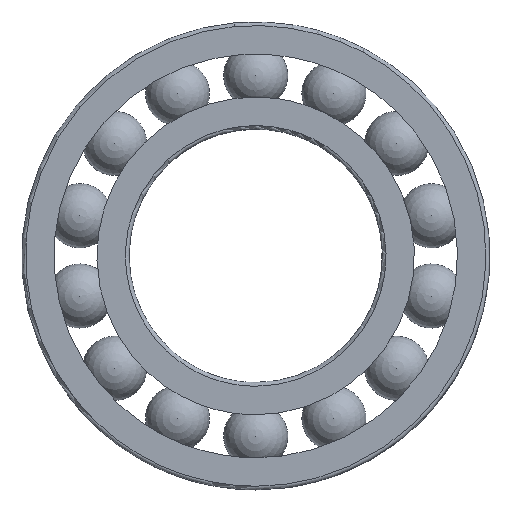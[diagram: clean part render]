
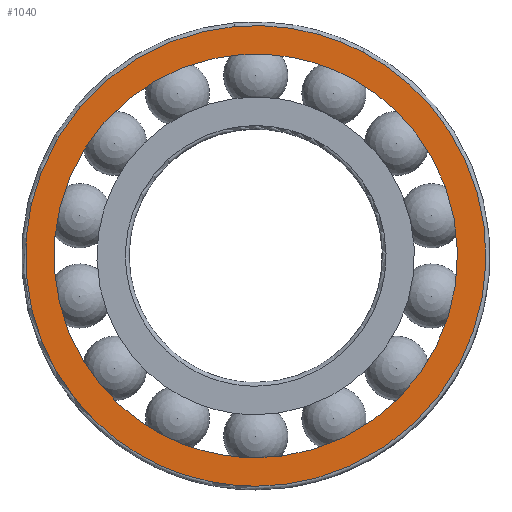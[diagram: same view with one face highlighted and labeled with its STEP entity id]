
A CAD part, left-side view. The second image highlights one B-rep face of the part: STEP entity #1040.
In plain terms, the highlighted planar face has unit normal (-1, 0, 0).
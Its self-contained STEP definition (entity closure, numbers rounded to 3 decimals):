
#899 = CYLINDRICAL_SURFACE('',#900,15.95);
#900 = AXIS2_PLACEMENT_3D('',#901,#902,#903);
#901 = CARTESIAN_POINT('',(-2.,0.,0.));
#902 = DIRECTION('',(-1.,0.,0.));
#903 = DIRECTION('',(0.,0.,1.));
#960 = EDGE_CURVE('',#961,#961,#963,.T.);
#961 = VERTEX_POINT('',#962);
#962 = CARTESIAN_POINT('',(-0.,0.,-15.95));
#963 = SURFACE_CURVE('',#964,(#972,#1001),.PCURVE_S1.);
#964 = ( BOUNDED_CURVE() B_SPLINE_CURVE(3,(#965,#966,#967,#968,#969,#970
,#971),.UNSPECIFIED.,.T.,.F.) B_SPLINE_CURVE_WITH_KNOTS((1,3,3,3,1),(
-0.5,0.,0.5,1.,1.5),.UNSPECIFIED.) CURVE() GEOMETRIC_REPRESENTATION_ITEM
() RATIONAL_B_SPLINE_CURVE((1.,0.333,0.333,1.,
0.333,0.333,1.)) REPRESENTATION_ITEM('') );
#965 = CARTESIAN_POINT('',(-0.,0.,-15.95));
#966 = CARTESIAN_POINT('',(-0.,-31.9,-15.95));
#967 = CARTESIAN_POINT('',(-0.,-31.9,15.95));
#968 = CARTESIAN_POINT('',(-0.,0.,15.95));
#969 = CARTESIAN_POINT('',(-0.,31.9,15.95));
#970 = CARTESIAN_POINT('',(-0.,31.9,-15.95));
#971 = CARTESIAN_POINT('',(-0.,0.,-15.95));
#972 = PCURVE('',#899,#973);
#973 = DEFINITIONAL_REPRESENTATION('',(#974),#1000);
#974 = B_SPLINE_CURVE_WITH_KNOTS('',3,(#975,#976,#977,#978,#979,#980,
    #981,#982,#983,#984,#985,#986,#987,#988,#989,#990,#991,#992,#993,
    #994,#995,#996,#997,#998,#999),.UNSPECIFIED.,.F.,.F.,(4,1,1,1,1,1,1,
    1,1,1,1,1,1,1,1,1,1,1,1,1,1,1,4),(0.,0.045,
    0.091,0.136,0.182,0.227,
    0.273,0.318,0.364,0.409,
    0.455,0.5,0.545,0.591,0.636,
    0.682,0.727,0.773,0.818,
    0.864,0.909,0.955,1.),.UNSPECIFIED.);
#975 = CARTESIAN_POINT('',(3.142,-2.));
#976 = CARTESIAN_POINT('',(3.202,-2.));
#977 = CARTESIAN_POINT('',(3.335,-2.));
#978 = CARTESIAN_POINT('',(3.572,-2.));
#979 = CARTESIAN_POINT('',(3.852,-2.));
#980 = CARTESIAN_POINT('',(4.175,-2.));
#981 = CARTESIAN_POINT('',(4.529,-2.));
#982 = CARTESIAN_POINT('',(4.896,-2.));
#983 = CARTESIAN_POINT('',(5.25,-2.));
#984 = CARTESIAN_POINT('',(5.573,-2.));
#985 = CARTESIAN_POINT('',(5.853,-2.));
#986 = CARTESIAN_POINT('',(6.092,-2.));
#987 = CARTESIAN_POINT('',(6.283,-2.));
#988 = CARTESIAN_POINT('',(6.475,-2.));
#989 = CARTESIAN_POINT('',(6.714,-2.));
#990 = CARTESIAN_POINT('',(6.994,-2.));
#991 = CARTESIAN_POINT('',(7.316,-2.));
#992 = CARTESIAN_POINT('',(7.671,-2.));
#993 = CARTESIAN_POINT('',(8.037,-2.));
#994 = CARTESIAN_POINT('',(8.392,-2.));
#995 = CARTESIAN_POINT('',(8.714,-2.));
#996 = CARTESIAN_POINT('',(8.995,-2.));
#997 = CARTESIAN_POINT('',(9.232,-2.));
#998 = CARTESIAN_POINT('',(9.364,-2.));
#999 = CARTESIAN_POINT('',(9.425,-2.));
#1000 = ( GEOMETRIC_REPRESENTATION_CONTEXT(2) 
PARAMETRIC_REPRESENTATION_CONTEXT() REPRESENTATION_CONTEXT('2D SPACE',''
  ) );
#1001 = PCURVE('',#1002,#1007);
#1002 = PLANE('',#1003);
#1003 = AXIS2_PLACEMENT_3D('',#1004,#1005,#1006);
#1004 = CARTESIAN_POINT('',(-0.,0.,-15.95));
#1005 = DIRECTION('',(-1.,0.,0.));
#1006 = DIRECTION('',(0.,0.,1.));
#1007 = DEFINITIONAL_REPRESENTATION('',(#1008),#1016);
#1008 = ( BOUNDED_CURVE() B_SPLINE_CURVE(3,(#1009,#1010,#1011,#1012,
#1013,#1014,#1015),.UNSPECIFIED.,.T.,.F.) B_SPLINE_CURVE_WITH_KNOTS((1,3
,3,3,1),(-0.5,0.,0.5,1.,1.5),.UNSPECIFIED.) CURVE() 
GEOMETRIC_REPRESENTATION_ITEM() RATIONAL_B_SPLINE_CURVE((1.,
    0.333,0.333,1.,0.333,0.333,1.)) 
REPRESENTATION_ITEM('') );
#1009 = CARTESIAN_POINT('',(0.,0.));
#1010 = CARTESIAN_POINT('',(0.,-31.9));
#1011 = CARTESIAN_POINT('',(31.9,-31.9));
#1012 = CARTESIAN_POINT('',(31.9,0.));
#1013 = CARTESIAN_POINT('',(31.9,31.9));
#1014 = CARTESIAN_POINT('',(0.,31.9));
#1015 = CARTESIAN_POINT('',(0.,0.));
#1016 = ( GEOMETRIC_REPRESENTATION_CONTEXT(2) 
PARAMETRIC_REPRESENTATION_CONTEXT() REPRESENTATION_CONTEXT('2D SPACE',''
  ) );
#1040 = ADVANCED_FACE('',(#1041,#1101),#1002,.T.);
#1041 = FACE_BOUND('',#1042,.T.);
#1042 = EDGE_LOOP('',(#1043));
#1043 = ORIENTED_EDGE('',*,*,#1044,.T.);
#1044 = EDGE_CURVE('',#1045,#1045,#1047,.T.);
#1045 = VERTEX_POINT('',#1046);
#1046 = CARTESIAN_POINT('',(-0.,0.,-18.2));
#1047 = SURFACE_CURVE('',#1048,(#1056,#1067),.PCURVE_S1.);
#1048 = ( BOUNDED_CURVE() B_SPLINE_CURVE(3,(#1049,#1050,#1051,#1052,
#1053,#1054,#1055),.UNSPECIFIED.,.T.,.F.) B_SPLINE_CURVE_WITH_KNOTS((1,3
,3,3,1),(-0.5,0.,0.5,1.,1.5),.UNSPECIFIED.) CURVE() 
GEOMETRIC_REPRESENTATION_ITEM() RATIONAL_B_SPLINE_CURVE((1.,
    0.333,0.333,1.,0.333,0.333,1.)) 
REPRESENTATION_ITEM('') );
#1049 = CARTESIAN_POINT('',(-0.,0.,-18.2));
#1050 = CARTESIAN_POINT('',(-0.,-36.4,-18.2));
#1051 = CARTESIAN_POINT('',(-0.,-36.4,18.2));
#1052 = CARTESIAN_POINT('',(-0.,0.,18.2));
#1053 = CARTESIAN_POINT('',(-0.,36.4,18.2));
#1054 = CARTESIAN_POINT('',(-0.,36.4,-18.2));
#1055 = CARTESIAN_POINT('',(-0.,0.,-18.2));
#1056 = PCURVE('',#1002,#1057);
#1057 = DEFINITIONAL_REPRESENTATION('',(#1058),#1066);
#1058 = ( BOUNDED_CURVE() B_SPLINE_CURVE(3,(#1059,#1060,#1061,#1062,
#1063,#1064,#1065),.UNSPECIFIED.,.T.,.F.) B_SPLINE_CURVE_WITH_KNOTS((1,3
,3,3,1),(-0.5,0.,0.5,1.,1.5),.UNSPECIFIED.) CURVE() 
GEOMETRIC_REPRESENTATION_ITEM() RATIONAL_B_SPLINE_CURVE((1.,
    0.333,0.333,1.,0.333,0.333,1.)) 
REPRESENTATION_ITEM('') );
#1059 = CARTESIAN_POINT('',(-2.25,0.));
#1060 = CARTESIAN_POINT('',(-2.25,-36.4));
#1061 = CARTESIAN_POINT('',(34.15,-36.4));
#1062 = CARTESIAN_POINT('',(34.15,0.));
#1063 = CARTESIAN_POINT('',(34.15,36.4));
#1064 = CARTESIAN_POINT('',(-2.25,36.4));
#1065 = CARTESIAN_POINT('',(-2.25,0.));
#1066 = ( GEOMETRIC_REPRESENTATION_CONTEXT(2) 
PARAMETRIC_REPRESENTATION_CONTEXT() REPRESENTATION_CONTEXT('2D SPACE',''
  ) );
#1067 = PCURVE('',#1068,#1073);
#1068 = TOROIDAL_SURFACE('',#1069,18.2,0.3);
#1069 = AXIS2_PLACEMENT_3D('',#1070,#1071,#1072);
#1070 = CARTESIAN_POINT('',(0.3,0.,0.));
#1071 = DIRECTION('',(-1.,0.,0.));
#1072 = DIRECTION('',(0.,0.,1.));
#1073 = DEFINITIONAL_REPRESENTATION('',(#1074),#1100);
#1074 = B_SPLINE_CURVE_WITH_KNOTS('',3,(#1075,#1076,#1077,#1078,#1079,
    #1080,#1081,#1082,#1083,#1084,#1085,#1086,#1087,#1088,#1089,#1090,
    #1091,#1092,#1093,#1094,#1095,#1096,#1097,#1098,#1099),
  .UNSPECIFIED.,.F.,.F.,(4,1,1,1,1,1,1,1,1,1,1,1,1,1,1,1,1,1,1,1,1,1,4),
  (0.,0.045,0.091,0.136,
    0.182,0.227,0.273,0.318,
    0.364,0.409,0.455,0.5,0.545,
    0.591,0.636,0.682,0.727,
    0.773,0.818,0.864,0.909,
    0.955,1.),.UNSPECIFIED.);
#1075 = CARTESIAN_POINT('',(3.142,1.571));
#1076 = CARTESIAN_POINT('',(3.202,1.571));
#1077 = CARTESIAN_POINT('',(3.335,1.571));
#1078 = CARTESIAN_POINT('',(3.572,1.571));
#1079 = CARTESIAN_POINT('',(3.852,1.571));
#1080 = CARTESIAN_POINT('',(4.175,1.571));
#1081 = CARTESIAN_POINT('',(4.529,1.571));
#1082 = CARTESIAN_POINT('',(4.896,1.571));
#1083 = CARTESIAN_POINT('',(5.25,1.571));
#1084 = CARTESIAN_POINT('',(5.573,1.571));
#1085 = CARTESIAN_POINT('',(5.853,1.571));
#1086 = CARTESIAN_POINT('',(6.092,1.571));
#1087 = CARTESIAN_POINT('',(6.283,1.571));
#1088 = CARTESIAN_POINT('',(6.475,1.571));
#1089 = CARTESIAN_POINT('',(6.714,1.571));
#1090 = CARTESIAN_POINT('',(6.994,1.571));
#1091 = CARTESIAN_POINT('',(7.316,1.571));
#1092 = CARTESIAN_POINT('',(7.671,1.571));
#1093 = CARTESIAN_POINT('',(8.037,1.571));
#1094 = CARTESIAN_POINT('',(8.392,1.571));
#1095 = CARTESIAN_POINT('',(8.714,1.571));
#1096 = CARTESIAN_POINT('',(8.995,1.571));
#1097 = CARTESIAN_POINT('',(9.232,1.571));
#1098 = CARTESIAN_POINT('',(9.364,1.571));
#1099 = CARTESIAN_POINT('',(9.425,1.571));
#1100 = ( GEOMETRIC_REPRESENTATION_CONTEXT(2) 
PARAMETRIC_REPRESENTATION_CONTEXT() REPRESENTATION_CONTEXT('2D SPACE',''
  ) );
#1101 = FACE_BOUND('',#1102,.T.);
#1102 = EDGE_LOOP('',(#1103));
#1103 = ORIENTED_EDGE('',*,*,#960,.F.);
